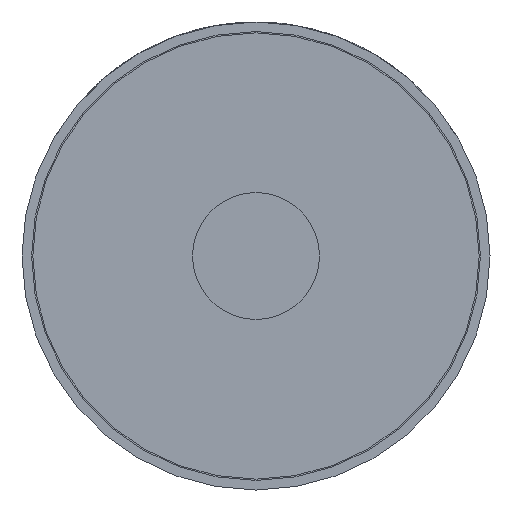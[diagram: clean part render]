
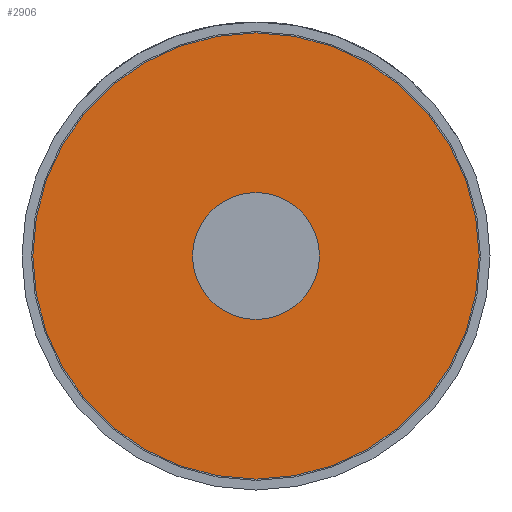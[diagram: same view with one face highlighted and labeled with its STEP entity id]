
A CAD part, front view. The second image highlights one B-rep face of the part: STEP entity #2906.
In plain terms, the highlighted planar face has unit normal (0, -1, 0).
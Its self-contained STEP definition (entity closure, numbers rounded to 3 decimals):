
#134 = DIRECTION ( 'NONE',  ( 0., -1., 0. ) ) ;
#187 = CARTESIAN_POINT ( 'NONE',  ( 0.037, 0.053, 0. ) ) ;
#221 = AXIS2_PLACEMENT_3D ( 'NONE', #250, #2899, #2927 ) ;
#250 = CARTESIAN_POINT ( 'NONE',  ( 0.037, 0.053, 0. ) ) ;
#257 = VERTEX_POINT ( 'NONE', #2639 ) ;
#423 = EDGE_LOOP ( 'NONE', ( #3968, #3233 ) ) ;
#488 = DIRECTION ( 'NONE',  ( 0., 0., -1. ) ) ;
#560 = DIRECTION ( 'NONE',  ( 0., 0., 1. ) ) ;
#694 = CARTESIAN_POINT ( 'NONE',  ( 0.037, 0.053, 0. ) ) ;
#757 = CIRCLE ( 'NONE', #1179, 1.74 ) ;
#780 = CARTESIAN_POINT ( 'NONE',  ( 0.037, 0.053, 0. ) ) ;
#793 = VERTEX_POINT ( 'NONE', #2522 ) ;
#1017 = DIRECTION ( 'NONE',  ( 0., 0., -1. ) ) ;
#1070 = EDGE_CURVE ( 'Defeature ausgef�hrt1_4+Defeature ausgef�hrt1_14+Defeature ausgef�hrt1_14+Defeature ausgef�hrt1_14', #793, #257, #1675, .T. ) ;
#1179 = AXIS2_PLACEMENT_3D ( 'NONE', #1726, #134, #2408 ) ;
#1468 = CIRCLE ( 'NONE', #2194, 1.74 ) ;
#1492 = EDGE_LOOP ( 'NONE', ( #3533, #2089 ) ) ;
#1615 = CIRCLE ( 'NONE', #221, 0.37 ) ;
#1675 = CIRCLE ( 'NONE', #3966, 0.37 ) ;
#1726 = CARTESIAN_POINT ( 'NONE',  ( 0.037, 0.053, 0. ) ) ;
#1816 = CARTESIAN_POINT ( 'NONE',  ( 0.037, 0.053, 1.74 ) ) ;
#1921 = EDGE_CURVE ( 'Defeature ausgef�hrt1_4+Defeature ausgef�hrt1_5+Defeature ausgef�hrt1_5+Defeature ausgef�hrt1_5', #1950, #3566, #1468, .T. ) ;
#1950 = VERTEX_POINT ( 'NONE', #1816 ) ;
#2089 = ORIENTED_EDGE ( 'NONE', *, *, #1921, .T. ) ;
#2194 = AXIS2_PLACEMENT_3D ( 'NONE', #187, #3494, #488 ) ;
#2408 = DIRECTION ( 'NONE',  ( 0., 0., -1. ) ) ;
#2522 = CARTESIAN_POINT ( 'NONE',  ( 0.037, 0.053, 0.37 ) ) ;
#2639 = CARTESIAN_POINT ( 'NONE',  ( 0.037, 0.053, -0.37 ) ) ;
#2675 = FACE_OUTER_BOUND ( 'NONE', #1492, .T. ) ;
#2679 = PLANE ( 'NONE',  #3183 ) ;
#2899 = DIRECTION ( 'NONE',  ( 0., 1., 0. ) ) ;
#2906 = ADVANCED_FACE ( 'Defeature ausgef�hrt1_4', ( #3519, #2675 ), #2679, .T. ) ;
#2927 = DIRECTION ( 'NONE',  ( 0., 0., 1. ) ) ;
#3001 = EDGE_CURVE ( 'Defeature ausgef�hrt1_4+Defeature ausgef�hrt1_5+Defeature ausgef�hrt1_5+Defeature ausgef�hrt1_5', #3566, #1950, #757, .T. ) ;
#3183 = AXIS2_PLACEMENT_3D ( 'NONE', #694, #3360, #1017 ) ;
#3198 = EDGE_CURVE ( 'Defeature ausgef�hrt1_4+Defeature ausgef�hrt1_14+Defeature ausgef�hrt1_14+Defeature ausgef�hrt1_14', #257, #793, #1615, .T. ) ;
#3233 = ORIENTED_EDGE ( 'NONE', *, *, #3198, .T. ) ;
#3360 = DIRECTION ( 'NONE',  ( 0., -1., 0. ) ) ;
#3494 = DIRECTION ( 'NONE',  ( 0., -1., 0. ) ) ;
#3519 = FACE_BOUND ( 'NONE', #423, .T. ) ;
#3533 = ORIENTED_EDGE ( 'NONE', *, *, #3001, .T. ) ;
#3566 = VERTEX_POINT ( 'NONE', #3956 ) ;
#3956 = CARTESIAN_POINT ( 'NONE',  ( 0.037, 0.053, -1.74 ) ) ;
#3966 = AXIS2_PLACEMENT_3D ( 'NONE', #780, #4076, #560 ) ;
#3968 = ORIENTED_EDGE ( 'NONE', *, *, #1070, .T. ) ;
#4076 = DIRECTION ( 'NONE',  ( 0., 1., 0. ) ) ;
